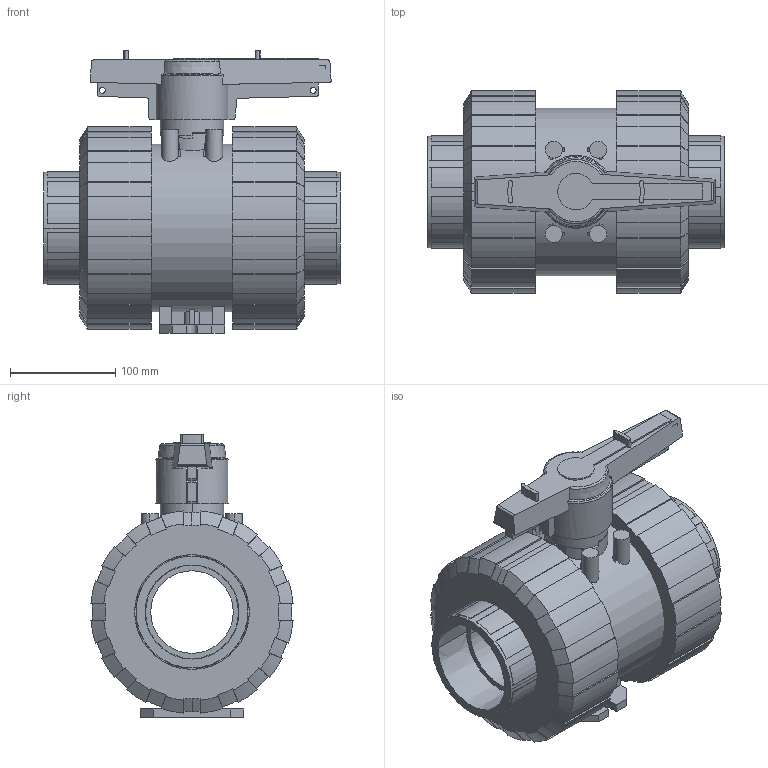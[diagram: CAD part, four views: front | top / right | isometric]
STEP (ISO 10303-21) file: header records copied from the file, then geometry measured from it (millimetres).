
FILE_DESCRIPTION(('STEP AP214'),'1');
FILE_NAME('cctmp_BC354A27-6265-42C3-8497-AD1B353C2E0C_2021_10_21_12_36_27_0988..stp','2021-10-21T10:36:28',('Praher Valves GmbH'),('CADClick - www.CADClick.com'),'Spatial InterOp 3D',' ','unknown authorization');
FILE_SCHEMA(('AUTOMOTIVE_DESIGN'));
Length unit declared in the file: millimetre
Products named in the file (7): cc_unnamed; 124293_5; 124293_4; 124293_3; 124293_2; 124293_1; 124293
Assembly tree (6 placements, depth 2):
  cc_unnamed
    124293_5
    124293_4
    124293_3
    124293_2
    124293_1
    124293
Bounding box: 281 x 191.86 x 268.4 mm (x, y, z)
Volume: 5087511.2 mm3; surface area: 586994.5 mm2
Topology: 6 solids, 6 shells, 551 faces, 1581 edges, 1052 vertices
Faces by surface type: plane 291, cylinder 164, cone 88, torus 8
Entity records: 23284 total; most frequent: CARTESIAN_POINT 4198, ORIENTED_EDGE 3162, DIRECTION 3053, EDGE_CURVE 1581, AXIS2_PLACEMENT_3D 1106, VERTEX_POINT 1052, LINE 841, VECTOR 841
